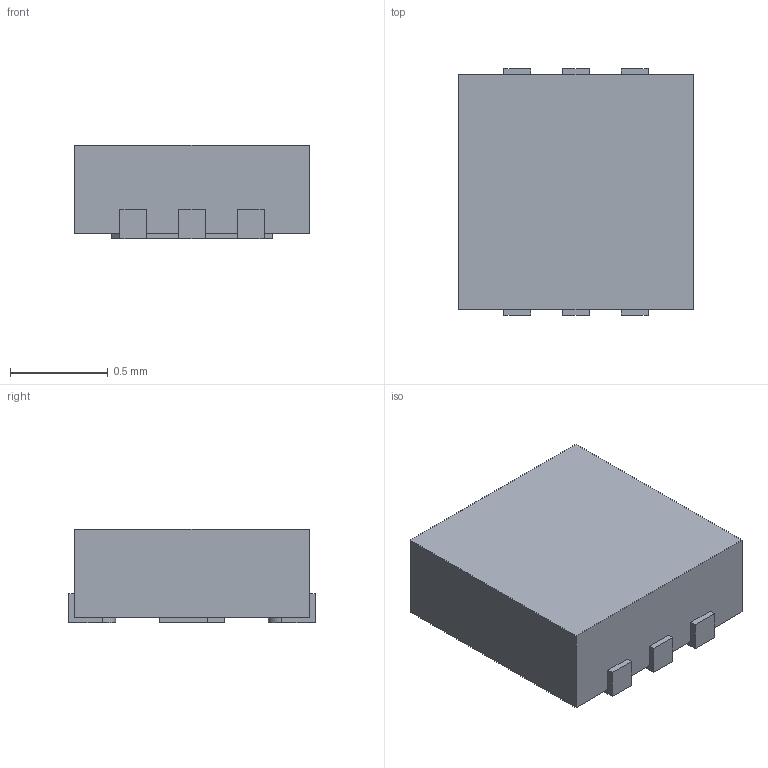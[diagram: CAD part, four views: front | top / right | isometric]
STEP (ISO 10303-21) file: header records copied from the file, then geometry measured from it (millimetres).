
FILE_DESCRIPTION(('FreeCAD Model'),'2;1');
FILE_NAME('LDO_DFN6.step', '2016-01-05T22:02:27',('Author'),(''), 'Open CASCADE STEP processor 6.8','FreeCAD','Unknown');
FILE_SCHEMA(('AUTOMOTIVE_DESIGN_CC2 { 1 2 10303 214 -1 1 5 4 }'));
Length unit declared in the file: millimetre
Products named in the file (2): ASSEMBLY; Clone_of_User_Library-DFN-6-1
Assembly tree (1 placements, depth 2):
  ASSEMBLY
    Clone_of_User_Library-DFN-6-1
Bounding box: 1.2 x 1.26 x 0.48 mm (x, y, z)
Volume: 0.7 mm3; surface area: 5.3 mm2
Topology: 1 solids, 1 shells, 48 faces, 135 edges, 90 vertices
Faces by surface type: plane 42, cylinder 6
Entity records: 4211 total; most frequent: CARTESIAN_POINT 1181, DIRECTION 483, LINE 357, VECTOR 357, ORIENTED_EDGE 270, PCURVE 270, DEFINITIONAL_REPRESENTATION 270, EDGE_CURVE 135
